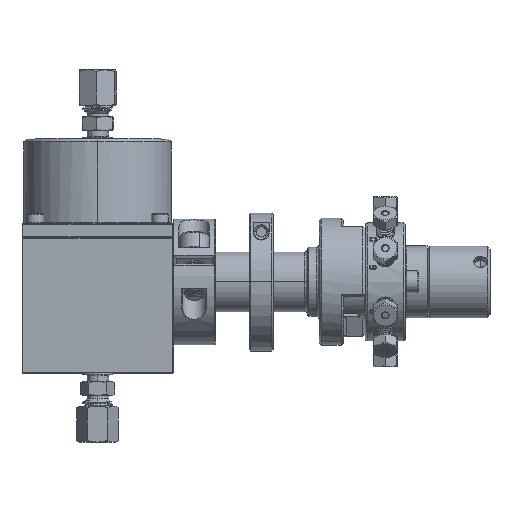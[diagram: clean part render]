
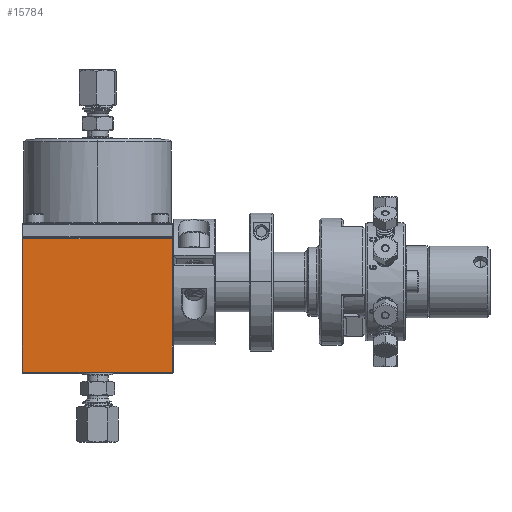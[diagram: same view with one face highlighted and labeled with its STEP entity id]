
A CAD part, top view. The second image highlights one B-rep face of the part: STEP entity #15784.
In plain terms, the highlighted face is planar.
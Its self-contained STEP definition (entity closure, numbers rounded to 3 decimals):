
#987 = DIRECTION ( 'NONE',  ( 0., 0., 1. ) ) ;
#6828 = VECTOR ( 'NONE', #19592, 1000. ) ;
#9828 = CARTESIAN_POINT ( 'NONE',  ( 29.002, 11.427, -20.002 ) ) ;
#14226 = CARTESIAN_POINT ( 'NONE',  ( 29.002, 11.427, -19.802 ) ) ;
#14252 = VERTEX_POINT ( 'NONE', #86440 ) ;
#15501 = CARTESIAN_POINT ( 'NONE',  ( 29.002, -23.923, 19.802 ) ) ;
#15624 = CARTESIAN_POINT ( 'NONE',  ( 29.002, -23.923, -20.002 ) ) ;
#15784 = ADVANCED_FACE ( 'Defeatured_1918', ( #42281 ), #78191, .T. ) ;
#15814 = DIRECTION ( 'NONE',  ( 1., 0., 0. ) ) ;
#18068 = EDGE_LOOP ( 'NONE', ( #49884, #84703, #46324, #73429 ) ) ;
#19235 = VERTEX_POINT ( 'NONE', #14226 ) ;
#19592 = DIRECTION ( 'NONE',  ( 0., -1., 0. ) ) ;
#29202 = LINE ( 'NONE', #9828, #108358 ) ;
#31742 = EDGE_CURVE ( 'NONE', #14252, #19235, #42714, .T. ) ;
#33927 = DIRECTION ( 'NONE',  ( 0., 1., 0. ) ) ;
#39257 = EDGE_CURVE ( 'NONE', #19235, #79855, #29202, .T. ) ;
#40719 = VECTOR ( 'NONE', #33927, 1000. ) ;
#42281 = FACE_OUTER_BOUND ( 'NONE', #18068, .T. ) ;
#42714 = LINE ( 'NONE', #50951, #40719 ) ;
#43447 = CARTESIAN_POINT ( 'NONE',  ( 29.002, -20.123, -20.002 ) ) ;
#46324 = ORIENTED_EDGE ( 'NONE', *, *, #63476, .T. ) ;
#49884 = ORIENTED_EDGE ( 'NONE', *, *, #31742, .T. ) ;
#50951 = CARTESIAN_POINT ( 'NONE',  ( 29.002, -20.123, -19.802 ) ) ;
#57768 = LINE ( 'NONE', #93728, #6828 ) ;
#63476 = EDGE_CURVE ( 'NONE', #79855, #109504, #57768, .T. ) ;
#69696 = VECTOR ( 'NONE', #79177, 1000. ) ;
#73429 = ORIENTED_EDGE ( 'NONE', *, *, #74031, .T. ) ;
#74031 = EDGE_CURVE ( 'NONE', #109504, #14252, #106234, .T. ) ;
#74037 = CARTESIAN_POINT ( 'NONE',  ( 29.002, 11.427, 19.802 ) ) ;
#78191 = PLANE ( 'NONE',  #91392 ) ;
#79177 = DIRECTION ( 'NONE',  ( 0., 0., -1. ) ) ;
#79855 = VERTEX_POINT ( 'NONE', #74037 ) ;
#84703 = ORIENTED_EDGE ( 'NONE', *, *, #39257, .T. ) ;
#86440 = CARTESIAN_POINT ( 'NONE',  ( 29.002, -23.923, -19.802 ) ) ;
#91392 = AXIS2_PLACEMENT_3D ( 'NONE', #43447, #15814, #116402 ) ;
#93728 = CARTESIAN_POINT ( 'NONE',  ( 29.002, -20.123, 19.802 ) ) ;
#106234 = LINE ( 'NONE', #15624, #69696 ) ;
#108358 = VECTOR ( 'NONE', #987, 1000. ) ;
#109504 = VERTEX_POINT ( 'NONE', #15501 ) ;
#116402 = DIRECTION ( 'NONE',  ( 0., 0., -1. ) ) ;
